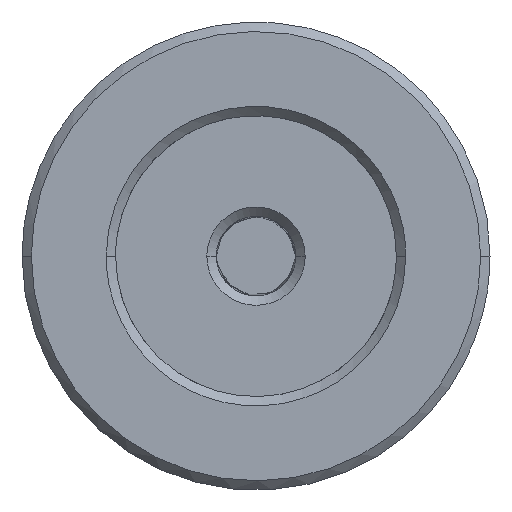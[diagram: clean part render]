
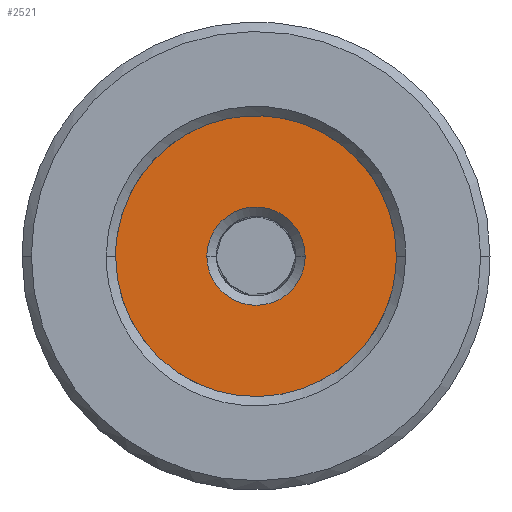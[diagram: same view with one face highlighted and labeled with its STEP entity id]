
A CAD part, left-side view. The second image highlights one B-rep face of the part: STEP entity #2521.
In plain terms, the highlighted free-form (B-spline) face has degree [1, 1] with [2, 2] control points.
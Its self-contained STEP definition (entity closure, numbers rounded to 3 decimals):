
#74 = CARTESIAN_POINT ( 'NONE',  ( -72.486, -14.61, -3.925 ) ) ;
#117 = CARTESIAN_POINT ( 'NONE',  ( -72.486, -5.25, -10.5 ) ) ;
#118 = VERTEX_POINT ( 'NONE', #611 ) ;
#123 = EDGE_LOOP ( 'NONE', ( #2108, #1605 ) ) ;
#187 = EDGE_CURVE ( 'NONE', #2520, #1339, #1153, .T. ) ;
#205 = ORIENTED_EDGE ( 'NONE', *, *, #187, .T. ) ;
#222 = CARTESIAN_POINT ( 'NONE',  ( -72.486, -9.217, 11.996 ) ) ;
#246 = CARTESIAN_POINT ( 'NONE',  ( -72.486, 13.106, -7.556 ) ) ;
#259 = CARTESIAN_POINT ( 'NONE',  ( -72.486, -3.925, -14.61 ) ) ;
#272 = CARTESIAN_POINT ( 'NONE',  ( -72.486, -15., -1.965 ) ) ;
#426 = CARTESIAN_POINT ( 'NONE',  ( -72.486, -7.556, 13.106 ) ) ;
#436 = CARTESIAN_POINT ( 'NONE',  ( -72.486, 15., 0. ) ) ;
#526 = CARTESIAN_POINT ( 'NONE',  ( -72.486, 3.075, 5.25 ) ) ;
#561 = CARTESIAN_POINT ( 'NONE',  ( -72.486, 5.25, 0. ) ) ;
#589 = CARTESIAN_POINT ( 'NONE',  ( -72.486, 3.925, 14.61 ) ) ;
#611 = CARTESIAN_POINT ( 'NONE',  ( -72.486, -5.25, 0. ) ) ;
#625 = FACE_OUTER_BOUND ( 'NONE', #2324, .T. ) ;
#662 = CARTESIAN_POINT ( 'NONE',  ( -72.486, 3.925, -14.61 ) ) ;
#683 = CARTESIAN_POINT ( 'NONE',  ( -72.486, -5.25, 3.075 ) ) ;
#718 = CARTESIAN_POINT ( 'NONE',  ( -72.486, -5.25, 0. ) ) ;
#753 =( BOUNDED_CURVE ( )  B_SPLINE_CURVE ( 3, ( #937, #2331, #117, #718 ),
 .UNSPECIFIED., .F., .T. ) 
 B_SPLINE_CURVE_WITH_KNOTS ( ( 4, 4 ),
 ( -3.142, 0. ),
 .UNSPECIFIED. ) 
 CURVE ( )  GEOMETRIC_REPRESENTATION_ITEM ( )  RATIONAL_B_SPLINE_CURVE ( ( 1., 0.333, 0.333, 1. ) ) 
 REPRESENTATION_ITEM ( '' )  );
#861 = CARTESIAN_POINT ( 'NONE',  ( -72.486, 11.996, -9.217 ) ) ;
#874 = CARTESIAN_POINT ( 'NONE',  ( -72.486, -11.996, -9.217 ) ) ;
#937 = CARTESIAN_POINT ( 'NONE',  ( -72.486, 5.25, 0. ) ) ;
#1014 = CARTESIAN_POINT ( 'NONE',  ( -72.486, 1.965, 15. ) ) ;
#1017 = CARTESIAN_POINT ( 'NONE',  ( -72.486, -15., 0. ) ) ;
#1029 = CARTESIAN_POINT ( 'NONE',  ( -72.486, 7.556, 13.106 ) ) ;
#1066 = CARTESIAN_POINT ( 'NONE',  ( -72.486, -7.556, -13.106 ) ) ;
#1093 = CARTESIAN_POINT ( 'NONE',  ( -72.486, -13.106, -7.556 ) ) ;
#1107 = CARTESIAN_POINT ( 'NONE',  ( -72.486, 14.61, -3.925 ) ) ;
#1153 = B_SPLINE_CURVE_WITH_KNOTS ( 'NONE', 3,
 ( #2411, #2239, #2215, #2390, #1193, #222, #426, #1996, #1213, #1014, #589, #1029, #1390, #1819, #1834, #2008, #1633, #1239 ),
 .UNSPECIFIED., .F., .F.,
 ( 4, 2, 2, 2, 2, 2, 2, 2, 4 ),
 ( 0., 0.393, 0.785, 1.178, 1.571, 1.963, 2.356, 2.749, 3.142 ),
 .UNSPECIFIED. ) ;
#1193 = CARTESIAN_POINT ( 'NONE',  ( -72.486, -11.996, 9.217 ) ) ;
#1213 = CARTESIAN_POINT ( 'NONE',  ( -72.486, -1.965, 15. ) ) ;
#1234 = VERTEX_POINT ( 'NONE', #561 ) ;
#1239 = CARTESIAN_POINT ( 'NONE',  ( -72.486, 15., 0. ) ) ;
#1320 = EDGE_CURVE ( 'NONE', #1339, #2520, #2088, .T. ) ;
#1339 = VERTEX_POINT ( 'NONE', #1502 ) ;
#1390 = CARTESIAN_POINT ( 'NONE',  ( -72.486, 9.217, 11.996 ) ) ;
#1490 = CARTESIAN_POINT ( 'NONE',  ( -72.486, 15., -1.965 ) ) ;
#1497 = CARTESIAN_POINT ( 'NONE',  ( -72.486, 5.25, 0. ) ) ;
#1502 = CARTESIAN_POINT ( 'NONE',  ( -72.486, 15., 0. ) ) ;
#1510 = CARTESIAN_POINT ( 'NONE',  ( -72.486, 0., 5.25 ) ) ;
#1537 = CARTESIAN_POINT ( 'NONE',  ( -72.486, -5.25, 0. ) ) ;
#1605 = ORIENTED_EDGE ( 'NONE', *, *, #2202, .F. ) ;
#1633 = CARTESIAN_POINT ( 'NONE',  ( -72.486, 15., 1.965 ) ) ;
#1687 = CARTESIAN_POINT ( 'NONE',  ( -72.486, -15., 0. ) ) ;
#1819 = CARTESIAN_POINT ( 'NONE',  ( -72.486, 11.996, 9.217 ) ) ;
#1834 = CARTESIAN_POINT ( 'NONE',  ( -72.486, 13.106, 7.556 ) ) ;
#1935 = CARTESIAN_POINT ( 'NONE',  ( -72.486, -3.075, 5.25 ) ) ;
#1996 = CARTESIAN_POINT ( 'NONE',  ( -72.486, -3.925, 14.61 ) ) ;
#2008 = CARTESIAN_POINT ( 'NONE',  ( -72.486, 14.61, 3.925 ) ) ;
#2057 = EDGE_CURVE ( 'NONE', #118, #1234, #2556, .T. ) ;
#2068 = CARTESIAN_POINT ( 'NONE',  ( -72.486, -1.965, -15. ) ) ;
#2088 = B_SPLINE_CURVE_WITH_KNOTS ( 'NONE', 3,
 ( #436, #1490, #1107, #246, #861, #2250, #2476, #662, #2462, #2068, #259, #1066, #2262, #874, #1093, #74, #272, #1687 ),
 .UNSPECIFIED., .F., .F.,
 ( 4, 2, 2, 2, 2, 2, 2, 2, 4 ),
 ( 0., 0.393, 0.785, 1.178, 1.571, 1.963, 2.356, 2.749, 3.142 ),
 .UNSPECIFIED. ) ;
#2108 = ORIENTED_EDGE ( 'NONE', *, *, #2057, .F. ) ;
#2202 = EDGE_CURVE ( 'NONE', #1234, #118, #753, .T. ) ;
#2215 = CARTESIAN_POINT ( 'NONE',  ( -72.486, -14.61, 3.925 ) ) ;
#2239 = CARTESIAN_POINT ( 'NONE',  ( -72.486, -15., 1.965 ) ) ;
#2250 = CARTESIAN_POINT ( 'NONE',  ( -72.486, 9.217, -11.996 ) ) ;
#2255 = CARTESIAN_POINT ( 'NONE',  ( -72.486, -15.18, -15.18 ) ) ;
#2262 = CARTESIAN_POINT ( 'NONE',  ( -72.486, -9.217, -11.996 ) ) ;
#2311 = CARTESIAN_POINT ( 'NONE',  ( -72.486, 5.25, 3.075 ) ) ;
#2324 = EDGE_LOOP ( 'NONE', ( #2363, #205 ) ) ;
#2331 = CARTESIAN_POINT ( 'NONE',  ( -72.486, 5.25, -10.5 ) ) ;
#2363 = ORIENTED_EDGE ( 'NONE', *, *, #1320, .T. ) ;
#2366 = CARTESIAN_POINT ( 'NONE',  ( -72.486, 15.18, 15.18 ) ) ;
#2390 = CARTESIAN_POINT ( 'NONE',  ( -72.486, -13.106, 7.556 ) ) ;
#2411 = CARTESIAN_POINT ( 'NONE',  ( -72.486, -15., 0. ) ) ;
#2438 = FACE_BOUND ( 'NONE', #123, .T. ) ;
#2462 = CARTESIAN_POINT ( 'NONE',  ( -72.486, 1.965, -15. ) ) ;
#2476 = CARTESIAN_POINT ( 'NONE',  ( -72.486, 7.556, -13.106 ) ) ;
#2520 = VERTEX_POINT ( 'NONE', #1017 ) ;
#2521 = ADVANCED_FACE ( 'NONE', ( #2438, #625 ), #2525, .T. ) ;
#2525 = B_SPLINE_SURFACE_WITH_KNOTS ( 'NONE', 1, 1, ( 
 ( #2580, #2366 ),
 ( #2255, #2567 ) ),
 .UNSPECIFIED., .F., .F., .F.,
 ( 2, 2 ),
 ( 2, 2 ),
 ( 0., 1. ),
 ( 0., 1. ),
 .UNSPECIFIED. ) ;
#2556 =( BOUNDED_CURVE ( )  B_SPLINE_CURVE ( 3, ( #1537, #683, #1935, #1510, #526, #2311, #1497 ),
 .UNSPECIFIED., .F., .T. ) 
 B_SPLINE_CURVE_WITH_KNOTS ( ( 4, 3, 4 ),
 ( -3.142, -1.571, 0. ),
 .UNSPECIFIED. ) 
 CURVE ( )  GEOMETRIC_REPRESENTATION_ITEM ( )  RATIONAL_B_SPLINE_CURVE ( ( 1., 0.805, 0.805, 1., 0.805, 0.805, 1. ) ) 
 REPRESENTATION_ITEM ( '' )  );
#2567 = CARTESIAN_POINT ( 'NONE',  ( -72.486, -15.18, 15.18 ) ) ;
#2580 = CARTESIAN_POINT ( 'NONE',  ( -72.486, 15.18, -15.18 ) ) ;
